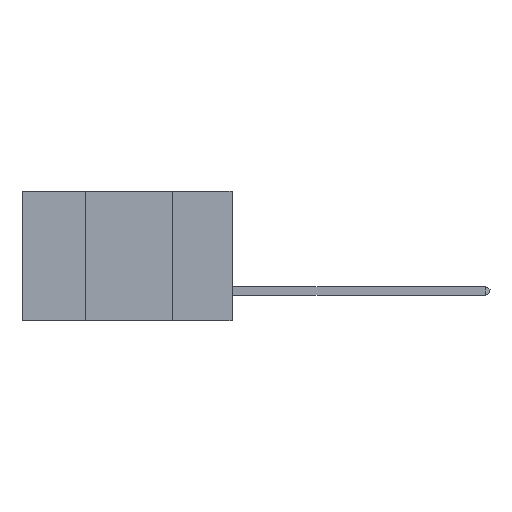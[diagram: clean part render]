
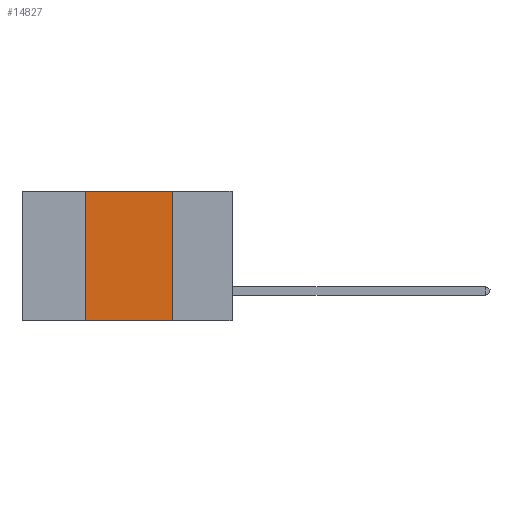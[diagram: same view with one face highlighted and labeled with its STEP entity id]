
A CAD part, left-side view. The second image highlights one B-rep face of the part: STEP entity #14827.
In plain terms, the highlighted planar face has unit normal (-1, 0, 0).
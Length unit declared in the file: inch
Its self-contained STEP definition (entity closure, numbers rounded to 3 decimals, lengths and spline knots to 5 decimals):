
#254 = VECTOR ( 'NONE', #5475, 39.37008 ) ;
#273 = EDGE_CURVE ( 'NONE', #16120, #6380, #4207, .T. ) ;
#935 = ORIENTED_EDGE ( 'NONE', *, *, #10537, .T. ) ;
#967 = VECTOR ( 'NONE', #3639, 39.37008 ) ;
#2153 = DIRECTION ( 'NONE',  ( 0., 0., -1. ) ) ;
#2693 = CARTESIAN_POINT ( 'NONE',  ( 0., 0.17, 0. ) ) ;
#3509 = CARTESIAN_POINT ( 'NONE',  ( 0., 0.6, 0. ) ) ;
#3639 = DIRECTION ( 'NONE',  ( 0., 0., -1. ) ) ;
#3935 = ORIENTED_EDGE ( 'NONE', *, *, #4009, .F. ) ;
#3996 = VECTOR ( 'NONE', #4951, 39.37008 ) ;
#4009 = EDGE_CURVE ( 'NONE', #6380, #9737, #5057, .T. ) ;
#4207 = LINE ( 'NONE', #3509, #3996 ) ;
#4951 = DIRECTION ( 'NONE',  ( 0., -1., 0. ) ) ;
#5057 = LINE ( 'NONE', #16072, #967 ) ;
#5475 = DIRECTION ( 'NONE',  ( 0., -1., 0. ) ) ;
#5797 = ORIENTED_EDGE ( 'NONE', *, *, #6804, .F. ) ;
#6380 = VERTEX_POINT ( 'NONE', #2693 ) ;
#6587 = PLANE ( 'NONE',  #17391 ) ;
#6804 = EDGE_CURVE ( 'NONE', #10912, #16120, #17890, .T. ) ;
#7317 = ORIENTED_EDGE ( 'NONE', *, *, #273, .F. ) ;
#9170 = CARTESIAN_POINT ( 'NONE',  ( 0., 0.17, -0.37 ) ) ;
#9384 = EDGE_LOOP ( 'NONE', ( #3935, #7317, #5797, #935 ) ) ;
#9737 = VERTEX_POINT ( 'NONE', #9170 ) ;
#10537 = EDGE_CURVE ( 'NONE', #10912, #9737, #13124, .T. ) ;
#10687 = DIRECTION ( 'NONE',  ( 1., 0., 0. ) ) ;
#10740 = CARTESIAN_POINT ( 'NONE',  ( 0., 0.6, 0. ) ) ;
#10912 = VERTEX_POINT ( 'NONE', #16010 ) ;
#11074 = CARTESIAN_POINT ( 'NONE',  ( 0., 0.6, -0.37 ) ) ;
#11515 = CARTESIAN_POINT ( 'NONE',  ( 0., 0.42, 0. ) ) ;
#11774 = DIRECTION ( 'NONE',  ( 0., 0., 1. ) ) ;
#13124 = LINE ( 'NONE', #11074, #254 ) ;
#13384 = FACE_OUTER_BOUND ( 'NONE', #9384, .T. ) ;
#14827 = ADVANCED_FACE ( 'NONE', ( #13384 ), #6587, .F. ) ;
#15694 = VECTOR ( 'NONE', #11774, 39.37008 ) ;
#16010 = CARTESIAN_POINT ( 'NONE',  ( 0., 0.42, -0.37 ) ) ;
#16072 = CARTESIAN_POINT ( 'NONE',  ( 0., 0.17, 0. ) ) ;
#16120 = VERTEX_POINT ( 'NONE', #11515 ) ;
#17186 = CARTESIAN_POINT ( 'NONE',  ( 0., 0.42, 0. ) ) ;
#17391 = AXIS2_PLACEMENT_3D ( 'NONE', #10740, #10687, #2153 ) ;
#17890 = LINE ( 'NONE', #17186, #15694 ) ;
